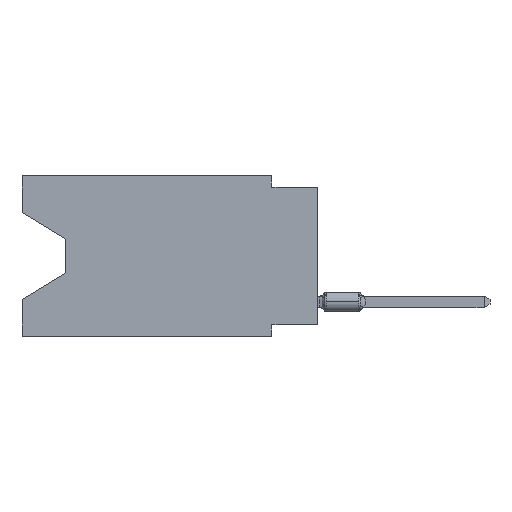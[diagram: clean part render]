
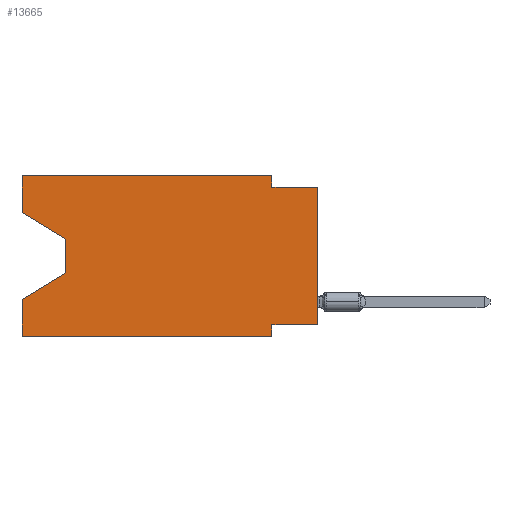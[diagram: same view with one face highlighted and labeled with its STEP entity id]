
A CAD part, left-side view. The second image highlights one B-rep face of the part: STEP entity #13665.
In plain terms, the highlighted planar face has unit normal (-1, 0, 0).
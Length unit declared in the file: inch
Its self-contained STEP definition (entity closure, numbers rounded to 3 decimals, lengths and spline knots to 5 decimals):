
#50 = DIRECTION ( 'NONE',  ( 0., 0.855, -0.519 ) ) ;
#294 = DIRECTION ( 'NONE',  ( 0., 0., 1. ) ) ;
#303 = VERTEX_POINT ( 'NONE', #1168 ) ;
#456 = DIRECTION ( 'NONE',  ( 0., 0., 1. ) ) ;
#925 = LINE ( 'NONE', #15956, #13726 ) ;
#1048 = DIRECTION ( 'NONE',  ( 0., -1., 0. ) ) ;
#1168 = CARTESIAN_POINT ( 'NONE',  ( 0., 0.645, -0.26975 ) ) ;
#1333 = ORIENTED_EDGE ( 'NONE', *, *, #2068, .T. ) ;
#1742 = LINE ( 'NONE', #6424, #2989 ) ;
#2023 = EDGE_CURVE ( 'NONE', #10475, #4360, #14576, .T. ) ;
#2068 = EDGE_CURVE ( 'NONE', #17934, #6841, #6922, .T. ) ;
#2295 = LINE ( 'NONE', #8369, #16306 ) ;
#2761 = EDGE_CURVE ( 'NONE', #19480, #13358, #17011, .T. ) ;
#2873 = VERTEX_POINT ( 'NONE', #17492 ) ;
#2889 = EDGE_LOOP ( 'NONE', ( #12174, #12982, #7964, #7326, #1333, #8765, #5725, #16929, #15995, #11477, #6136, #6351 ) ) ;
#2940 = CARTESIAN_POINT ( 'NONE',  ( 0., 0., -0.325 ) ) ;
#2989 = VECTOR ( 'NONE', #50, 39.37008 ) ;
#3053 = AXIS2_PLACEMENT_3D ( 'NONE', #19220, #5681, #11657 ) ;
#3303 = DIRECTION ( 'NONE',  ( 0., 0., -1. ) ) ;
#3553 = CARTESIAN_POINT ( 'NONE',  ( 0., 0.645, -0.08025 ) ) ;
#3571 = VECTOR ( 'NONE', #3303, 39.37008 ) ;
#4086 = VECTOR ( 'NONE', #456, 39.37008 ) ;
#4282 = FACE_OUTER_BOUND ( 'NONE', #2889, .T. ) ;
#4360 = VERTEX_POINT ( 'NONE', #4768 ) ;
#4476 = LINE ( 'NONE', #9148, #9300 ) ;
#4768 = CARTESIAN_POINT ( 'NONE',  ( 0., 0., -0.025 ) ) ;
#4876 = EDGE_CURVE ( 'NONE', #13358, #10475, #925, .T. ) ;
#5208 = CARTESIAN_POINT ( 'NONE',  ( 0., 0.55, -0.138 ) ) ;
#5681 = DIRECTION ( 'NONE',  ( 1., 0., 0. ) ) ;
#5690 = VECTOR ( 'NONE', #1048, 39.37008 ) ;
#5725 = ORIENTED_EDGE ( 'NONE', *, *, #16769, .F. ) ;
#6133 = CARTESIAN_POINT ( 'NONE',  ( 0., 0.1, 0. ) ) ;
#6136 = ORIENTED_EDGE ( 'NONE', *, *, #2761, .F. ) ;
#6179 = LINE ( 'NONE', #9348, #12469 ) ;
#6304 = VERTEX_POINT ( 'NONE', #18325 ) ;
#6345 = VECTOR ( 'NONE', #8207, 39.37008 ) ;
#6351 = ORIENTED_EDGE ( 'NONE', *, *, #7929, .F. ) ;
#6424 = CARTESIAN_POINT ( 'NONE',  ( 0., 0.55, -0.212 ) ) ;
#6841 = VERTEX_POINT ( 'NONE', #10647 ) ;
#6922 = LINE ( 'NONE', #17368, #6345 ) ;
#7128 = LINE ( 'NONE', #13201, #7812 ) ;
#7176 = CARTESIAN_POINT ( 'NONE',  ( 0., 0.645, 0. ) ) ;
#7326 = ORIENTED_EDGE ( 'NONE', *, *, #19546, .F. ) ;
#7466 = DIRECTION ( 'NONE',  ( 0., 0., 1. ) ) ;
#7812 = VECTOR ( 'NONE', #11499, 39.37008 ) ;
#7823 = EDGE_CURVE ( 'NONE', #2873, #6841, #2295, .T. ) ;
#7929 = EDGE_CURVE ( 'NONE', #12978, #19480, #4476, .T. ) ;
#7964 = ORIENTED_EDGE ( 'NONE', *, *, #8746, .T. ) ;
#8207 = DIRECTION ( 'NONE',  ( 0., -1., 0. ) ) ;
#8369 = CARTESIAN_POINT ( 'NONE',  ( 0., 0.1, -0.35 ) ) ;
#8746 = EDGE_CURVE ( 'NONE', #6304, #303, #1742, .T. ) ;
#8765 = ORIENTED_EDGE ( 'NONE', *, *, #7823, .F. ) ;
#8885 = VECTOR ( 'NONE', #15516, 39.37008 ) ;
#9148 = CARTESIAN_POINT ( 'NONE',  ( 0., 0.645, 0. ) ) ;
#9300 = VECTOR ( 'NONE', #7466, 39.37008 ) ;
#9348 = CARTESIAN_POINT ( 'NONE',  ( 0., 0.645, 0. ) ) ;
#10475 = VERTEX_POINT ( 'NONE', #18196 ) ;
#10647 = CARTESIAN_POINT ( 'NONE',  ( 0., 0.1, -0.35 ) ) ;
#11477 = ORIENTED_EDGE ( 'NONE', *, *, #4876, .F. ) ;
#11499 = DIRECTION ( 'NONE',  ( 0., -0.855, -0.519 ) ) ;
#11657 = DIRECTION ( 'NONE',  ( 0., 0., -1. ) ) ;
#12174 = ORIENTED_EDGE ( 'NONE', *, *, #13226, .T. ) ;
#12436 = CARTESIAN_POINT ( 'NONE',  ( 0., 0.645, 0. ) ) ;
#12469 = VECTOR ( 'NONE', #294, 39.37008 ) ;
#12978 = VERTEX_POINT ( 'NONE', #3553 ) ;
#12982 = ORIENTED_EDGE ( 'NONE', *, *, #19120, .T. ) ;
#13155 = PLANE ( 'NONE',  #3053 ) ;
#13201 = CARTESIAN_POINT ( 'NONE',  ( 0., 0.645, -0.08025 ) ) ;
#13226 = EDGE_CURVE ( 'NONE', #12978, #17716, #7128, .T. ) ;
#13358 = VERTEX_POINT ( 'NONE', #6133 ) ;
#13665 = ADVANCED_FACE ( 'NONE', ( #4282 ), #13155, .F. ) ;
#13726 = VECTOR ( 'NONE', #17545, 39.37008 ) ;
#14050 = CARTESIAN_POINT ( 'NONE',  ( 0., 0.645, -0.35 ) ) ;
#14219 = LINE ( 'NONE', #15903, #8885 ) ;
#14290 = VECTOR ( 'NONE', #18796, 39.37008 ) ;
#14436 = DIRECTION ( 'NONE',  ( 0., 0., -1. ) ) ;
#14576 = LINE ( 'NONE', #16071, #5690 ) ;
#15516 = DIRECTION ( 'NONE',  ( 0., 1., 0. ) ) ;
#15581 = CARTESIAN_POINT ( 'NONE',  ( 0., 0., 0. ) ) ;
#15649 = CARTESIAN_POINT ( 'NONE',  ( 0., 0.55, -0.138 ) ) ;
#15814 = EDGE_CURVE ( 'NONE', #18688, #4360, #18861, .T. ) ;
#15903 = CARTESIAN_POINT ( 'NONE',  ( 0., 0., -0.325 ) ) ;
#15956 = CARTESIAN_POINT ( 'NONE',  ( 0., 0.1, 0. ) ) ;
#15995 = ORIENTED_EDGE ( 'NONE', *, *, #2023, .F. ) ;
#16071 = CARTESIAN_POINT ( 'NONE',  ( 0., 0., -0.025 ) ) ;
#16306 = VECTOR ( 'NONE', #14436, 39.37008 ) ;
#16769 = EDGE_CURVE ( 'NONE', #18688, #2873, #14219, .T. ) ;
#16929 = ORIENTED_EDGE ( 'NONE', *, *, #15814, .T. ) ;
#17011 = LINE ( 'NONE', #12436, #14290 ) ;
#17368 = CARTESIAN_POINT ( 'NONE',  ( 0., 0.645, -0.35 ) ) ;
#17492 = CARTESIAN_POINT ( 'NONE',  ( 0., 0.1, -0.325 ) ) ;
#17545 = DIRECTION ( 'NONE',  ( 0., 0., -1. ) ) ;
#17716 = VERTEX_POINT ( 'NONE', #5208 ) ;
#17934 = VERTEX_POINT ( 'NONE', #14050 ) ;
#18196 = CARTESIAN_POINT ( 'NONE',  ( 0., 0.1, -0.025 ) ) ;
#18325 = CARTESIAN_POINT ( 'NONE',  ( 0., 0.55, -0.212 ) ) ;
#18688 = VERTEX_POINT ( 'NONE', #2940 ) ;
#18729 = LINE ( 'NONE', #15649, #3571 ) ;
#18796 = DIRECTION ( 'NONE',  ( 0., -1., 0. ) ) ;
#18861 = LINE ( 'NONE', #15581, #4086 ) ;
#19120 = EDGE_CURVE ( 'NONE', #17716, #6304, #18729, .T. ) ;
#19220 = CARTESIAN_POINT ( 'NONE',  ( 0., 0.645, 0. ) ) ;
#19480 = VERTEX_POINT ( 'NONE', #7176 ) ;
#19546 = EDGE_CURVE ( 'NONE', #17934, #303, #6179, .T. ) ;
